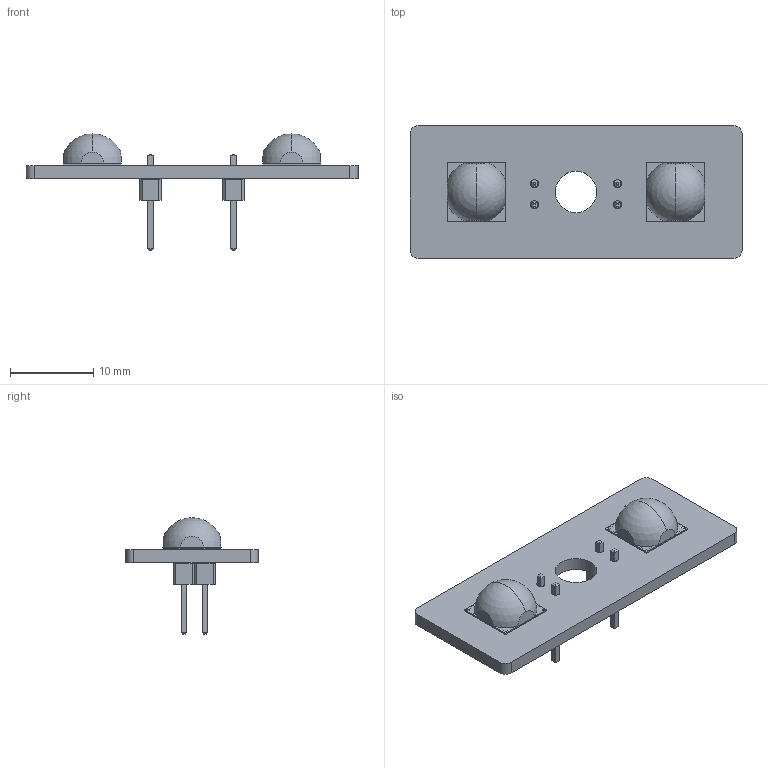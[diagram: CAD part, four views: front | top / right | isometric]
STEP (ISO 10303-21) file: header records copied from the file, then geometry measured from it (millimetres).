
FILE_DESCRIPTION(('KiCad electronic assembly'),'2;1');
FILE_NAME('LED_Board.step','2019-04-09T23:01:37',('An Author'),( 'A Company'),'Open CASCADE STEP processor 6.9', 'KiCad to STEP converter','Unknown');
FILE_SCHEMA(('AUTOMOTIVE_DESIGN { 1 0 10303 214 1 1 1 1 }'));
Length unit declared in the file: millimetre
Products named in the file (6): Open CASCADE STEP translator 6.9 1; PinHeader_1x02_P2.54mm_Vertical; SOLID; LED_XHP_70; COMPOUND
Assembly tree (7 placements, depth 3):
  Open CASCADE STEP translator 6.9 1
    PinHeader_1x02_P2.54mm_Vertical  x2
      SOLID
    LED_XHP_70  x2
      COMPOUND
    COMPOUND
Bounding box: 40 x 16 x 14.02 mm (x, y, z)
Volume: 1343.9 mm3; surface area: 2474.6 mm2
Topology: 33 solids, 33 shells, 593 faces, 1525 edges, 1004 vertices
Faces by surface type: plane 528, cylinder 45, cone 16, sphere 4
Full cylindrical faces by diameter (mm): 1 x4, 5 x1
Entity records: 20076 total; most frequent: CARTESIAN_POINT 3575, DIRECTION 3008, LINE 2168, VECTOR 2168, ORIENTED_EDGE 1560, PCURVE 1560, DEFINITIONAL_REPRESENTATION 1560, EDGE_CURVE 780
